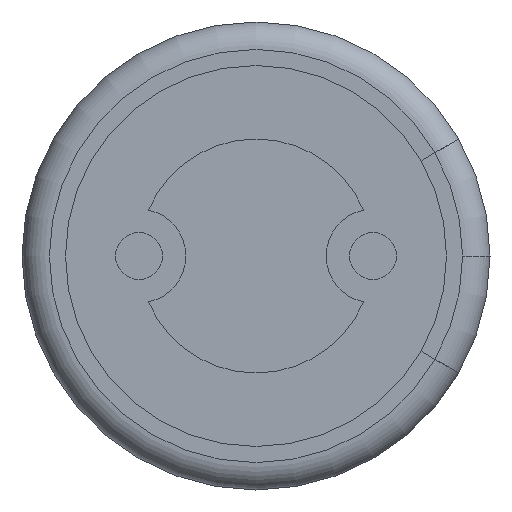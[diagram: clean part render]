
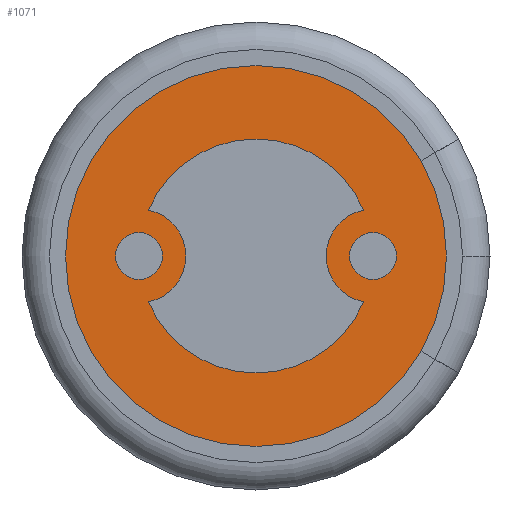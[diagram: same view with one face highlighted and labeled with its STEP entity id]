
A CAD part, front view. The second image highlights one B-rep face of the part: STEP entity #1071.
In plain terms, the highlighted planar face has unit normal (0, -1, 0).
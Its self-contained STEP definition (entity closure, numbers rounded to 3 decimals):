
#26 = ORIENTED_EDGE ( 'NONE', *, *, #2033, .F. ) ;
#34 = EDGE_LOOP ( 'NONE', ( #730, #205, #26, #1298, #1829 ) ) ;
#53 = PLANE ( 'NONE',  #1093 ) ;
#164 = CARTESIAN_POINT ( 'NONE',  ( 0., 0.95, 0. ) ) ;
#205 = ORIENTED_EDGE ( 'NONE', *, *, #213, .F. ) ;
#213 = EDGE_CURVE ( 'NONE', #1154, #410, #1406, .T. ) ;
#214 = DIRECTION ( 'NONE',  ( -1., 0., 0. ) ) ;
#241 = ORIENTED_EDGE ( 'NONE', *, *, #538, .T. ) ;
#270 = VERTEX_POINT ( 'NONE', #1573 ) ;
#289 = CIRCLE ( 'NONE', #1918, 1.25 ) ;
#297 = VERTEX_POINT ( 'NONE', #852 ) ;
#382 = VERTEX_POINT ( 'NONE', #1243 ) ;
#395 = CARTESIAN_POINT ( 'NONE',  ( 0., 0.95, 0. ) ) ;
#408 = DIRECTION ( 'NONE',  ( 0., -1., 0. ) ) ;
#410 = VERTEX_POINT ( 'NONE', #2300 ) ;
#434 = AXIS2_PLACEMENT_3D ( 'NONE', #2306, #2126, #2312 ) ;
#446 = VERTEX_POINT ( 'NONE', #874 ) ;
#531 = AXIS2_PLACEMENT_3D ( 'NONE', #1856, #408, #1337 ) ;
#538 = EDGE_CURVE ( 'NONE', #270, #1410, #2116, .T. ) ;
#548 = CARTESIAN_POINT ( 'NONE',  ( 0., 0.95, 0. ) ) ;
#558 = DIRECTION ( 'NONE',  ( 1., 0., 0. ) ) ;
#619 = EDGE_CURVE ( 'NONE', #446, #1164, #289, .T. ) ;
#633 = FACE_BOUND ( 'NONE', #34, .T. ) ;
#684 = AXIS2_PLACEMENT_3D ( 'NONE', #2045, #968, #2221 ) ;
#690 = AXIS2_PLACEMENT_3D ( 'NONE', #2244, #1909, #1217 ) ;
#730 = ORIENTED_EDGE ( 'NONE', *, *, #1253, .F. ) ;
#766 = DIRECTION ( 'NONE',  ( 0., 1., 0. ) ) ;
#769 = EDGE_CURVE ( 'NONE', #382, #1164, #2063, .T. ) ;
#852 = CARTESIAN_POINT ( 'NONE',  ( 2.035, 0.95, 0. ) ) ;
#873 = CIRCLE ( 'NONE', #434, 2.035 ) ;
#874 = CARTESIAN_POINT ( 'NONE',  ( -1.15, 0.95, -0.49 ) ) ;
#891 = CARTESIAN_POINT ( 'NONE',  ( 1.762, 0.95, -1.017 ) ) ;
#968 = DIRECTION ( 'NONE',  ( 0., -1., 0. ) ) ;
#983 = EDGE_LOOP ( 'NONE', ( #241, #1018, #1879 ) ) ;
#1018 = ORIENTED_EDGE ( 'NONE', *, *, #1424, .T. ) ;
#1057 = CIRCLE ( 'NONE', #690, 1.25 ) ;
#1071 = ADVANCED_FACE ( 'NONE', ( #633, #1651 ), #53, .F. ) ;
#1093 = AXIS2_PLACEMENT_3D ( 'NONE', #395, #766, #2032 ) ;
#1124 = AXIS2_PLACEMENT_3D ( 'NONE', #164, #1437, #1980 ) ;
#1125 = CARTESIAN_POINT ( 'NONE',  ( 0., 0.95, 0. ) ) ;
#1154 = VERTEX_POINT ( 'NONE', #2239 ) ;
#1164 = VERTEX_POINT ( 'NONE', #1351 ) ;
#1217 = DIRECTION ( 'NONE',  ( -1., 0., 0. ) ) ;
#1238 = DIRECTION ( 'NONE',  ( 0., 1., 0. ) ) ;
#1243 = CARTESIAN_POINT ( 'NONE',  ( 1.15, 0.95, 0.49 ) ) ;
#1253 = EDGE_CURVE ( 'NONE', #410, #446, #1449, .T. ) ;
#1298 = ORIENTED_EDGE ( 'NONE', *, *, #769, .T. ) ;
#1315 = DIRECTION ( 'NONE',  ( 0., -1., 0. ) ) ;
#1337 = DIRECTION ( 'NONE',  ( -1., 0., 0. ) ) ;
#1351 = CARTESIAN_POINT ( 'NONE',  ( 1.15, 0.95, -0.49 ) ) ;
#1406 = CIRCLE ( 'NONE', #684, 1.25 ) ;
#1410 = VERTEX_POINT ( 'NONE', #891 ) ;
#1424 = EDGE_CURVE ( 'NONE', #1410, #297, #873, .T. ) ;
#1437 = DIRECTION ( 'NONE',  ( 0., -1., 0. ) ) ;
#1449 = CIRCLE ( 'NONE', #1719, 0.5 ) ;
#1560 = CARTESIAN_POINT ( 'NONE',  ( -1.25, 0.95, 0. ) ) ;
#1573 = CARTESIAN_POINT ( 'NONE',  ( 1.762, 0.95, 1.017 ) ) ;
#1648 = DIRECTION ( 'NONE',  ( 0., -1., 0. ) ) ;
#1651 = FACE_OUTER_BOUND ( 'NONE', #983, .T. ) ;
#1719 = AXIS2_PLACEMENT_3D ( 'NONE', #1560, #1238, #2109 ) ;
#1812 = EDGE_CURVE ( 'NONE', #297, #270, #2038, .T. ) ;
#1829 = ORIENTED_EDGE ( 'NONE', *, *, #619, .F. ) ;
#1856 = CARTESIAN_POINT ( 'NONE',  ( 1.25, 0.95, 0. ) ) ;
#1879 = ORIENTED_EDGE ( 'NONE', *, *, #1812, .T. ) ;
#1909 = DIRECTION ( 'NONE',  ( 0., -1., 0. ) ) ;
#1918 = AXIS2_PLACEMENT_3D ( 'NONE', #1125, #1315, #214 ) ;
#1980 = DIRECTION ( 'NONE',  ( 1., 0., 0. ) ) ;
#2032 = DIRECTION ( 'NONE',  ( -1., 0., 0. ) ) ;
#2033 = EDGE_CURVE ( 'NONE', #382, #1154, #1057, .T. ) ;
#2038 = CIRCLE ( 'NONE', #1124, 2.035 ) ;
#2045 = CARTESIAN_POINT ( 'NONE',  ( 0., 0.95, 0. ) ) ;
#2063 = CIRCLE ( 'NONE', #531, 0.5 ) ;
#2109 = DIRECTION ( 'NONE',  ( -1., 0., 0. ) ) ;
#2116 = CIRCLE ( 'NONE', #2230, 2.035 ) ;
#2126 = DIRECTION ( 'NONE',  ( 0., -1., 0. ) ) ;
#2221 = DIRECTION ( 'NONE',  ( -1., 0., 0. ) ) ;
#2230 = AXIS2_PLACEMENT_3D ( 'NONE', #548, #1648, #558 ) ;
#2239 = CARTESIAN_POINT ( 'NONE',  ( 0., 0.95, 1.25 ) ) ;
#2244 = CARTESIAN_POINT ( 'NONE',  ( 0., 0.95, 0. ) ) ;
#2300 = CARTESIAN_POINT ( 'NONE',  ( -1.15, 0.95, 0.49 ) ) ;
#2306 = CARTESIAN_POINT ( 'NONE',  ( 0., 0.95, 0. ) ) ;
#2312 = DIRECTION ( 'NONE',  ( 1., 0., 0. ) ) ;
